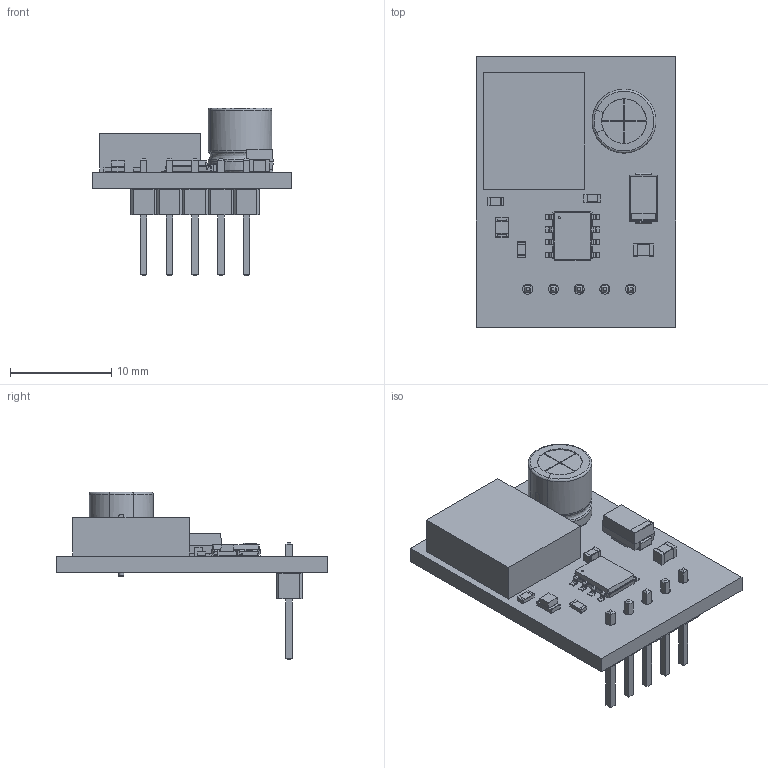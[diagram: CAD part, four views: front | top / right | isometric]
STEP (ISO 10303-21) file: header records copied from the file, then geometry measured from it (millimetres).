
FILE_DESCRIPTION(('KiCad electronic assembly'),'2;1');
FILE_NAME('08-REG_mod_horizontal.step','2025-02-03T21:20:37',('Pcbnew'), ('Kicad'),'Open CASCADE STEP processor 7.7','KiCad to STEP converter', 'Unknown');
FILE_SCHEMA(('AUTOMOTIVE_DESIGN { 1 0 10303 214 1 1 1 1 }'));
Length unit declared in the file: millimetre
Products named in the file (20): 08-REG_mod_horizontal 1; D_SMA; SOLID; HTSOP-8-1EP_3.9x4.9mm_Pitch1.27mm; C_0805_2012Metric; R_0603_1608Metric; C_0603_1608Metric; LED_0805_2012Metric; FXL1040-220-M; CP_Radial_D6.3mm_P2.50mm; PinHeader_1x05_P2.54mm_Vertical; _autosave-08-REG_mod PCB
Assembly tree (20 placements, depth 3):
  08-REG_mod_horizontal 1
    D_SMA
      SOLID
    HTSOP-8-1EP_3.9x4.9mm_Pitch1.27mm
      SOLID
    C_0805_2012Metric
      SOLID
    R_0603_1608Metric  x2
      SOLID
    C_0603_1608Metric
      SOLID
    LED_0805_2012Metric
      SOLID
    FXL1040-220-M
      SOLID
    CP_Radial_D6.3mm_P2.50mm
      SOLID
    PinHeader_1x05_P2.54mm_Vertical
      SOLID
    _autosave-08-REG_mod PCB
Bounding box: 19.68 x 26.67 x 16.54 mm (x, y, z)
Volume: 1606.6 mm3; surface area: 2277.2 mm2
Topology: 11 solids, 12 shells, 552 faces, 1394 edges, 886 vertices
Faces by surface type: plane 387, cylinder 113, bspline 46, revolution 4, torus 2
Full cylindrical faces by diameter (mm): 0.2 x1, 0.3 x8, 0.5 x2, 0.8 x2, 1 x5
Entity records: 37821 total; most frequent: CARTESIAN_POINT 7375, DIRECTION 4902, LINE 3338, VECTOR 3338, ORIENTED_EDGE 2652, PCURVE 2652, DEFINITIONAL_REPRESENTATION 2652, EDGE_CURVE 1326
